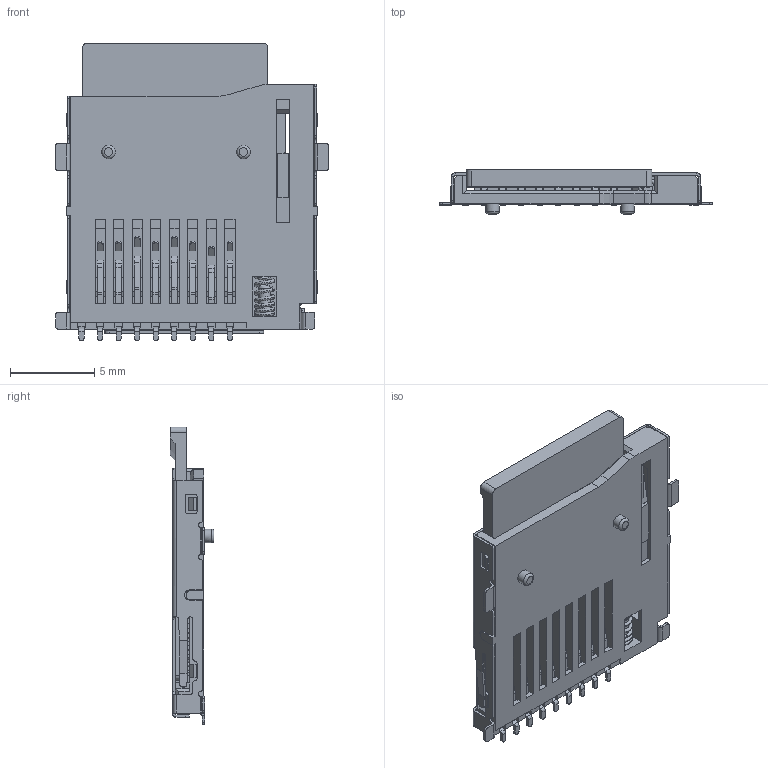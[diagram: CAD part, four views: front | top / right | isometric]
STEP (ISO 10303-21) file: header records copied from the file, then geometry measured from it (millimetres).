
FILE_DESCRIPTION(/* description */ (''),/* implementation_level */ '2;1');
FILE_NAME(/* name */ 'XKTF-015-N.stp',/* time_stamp */ '2023-10-22T10:50:18-04:00',/* author */ ('madis'),/* organization */ (''),/* preprocessor_version */ 'ST-DEVELOPER v19.2',/* originating_system */ 'Autodesk Inventor 2024',/* authorisation */ '');
FILE_SCHEMA (('AUTOMOTIVE_DESIGN { 1 0 10303 214 3 1 1 }'));
Length unit declared in the file: millimetre
Products named in the file (13): TF_PUSH_ASM; HOUSING; SLIDER; CONN_ASM; CONNCD_AF0; CONN08_AF2; CONN08_AF4; CONN08_03; CONN08_02; BAR; SPRING; SHELL; T-FLASH_CARD
Assembly tree (16 placements, depth 3):
  TF_PUSH_ASM
    HOUSING
    SLIDER
    CONN_ASM
      CONNCD_AF0
      CONN08_AF2
      CONN08_AF4
      CONN08_02  x5
      CONN08_03
    BAR
    SPRING
    SHELL
    T-FLASH_CARD
Bounding box: 16.18 x 2.6 x 17.65 mm (x, y, z)
Volume: 300.8 mm3; surface area: 1688.9 mm2
Topology: 15 solids, 15 shells, 1677 faces, 4295 edges, 2597 vertices
Faces by surface type: plane 1163, cylinder 467, bspline 32, torus 10, cone 3, sphere 2
Full cylindrical faces by diameter (mm): 0.3 x3, 0.35 x1, 0.7 x1, 0.8 x2
Entity records: 52222 total; most frequent: CARTESIAN_POINT 18846, ORIENTED_EDGE 6910, DIRECTION 6797, EDGE_CURVE 3455, LINE 2665, VECTOR 2665, VERTEX_POINT 2109, AXIS2_PLACEMENT_3D 2066
